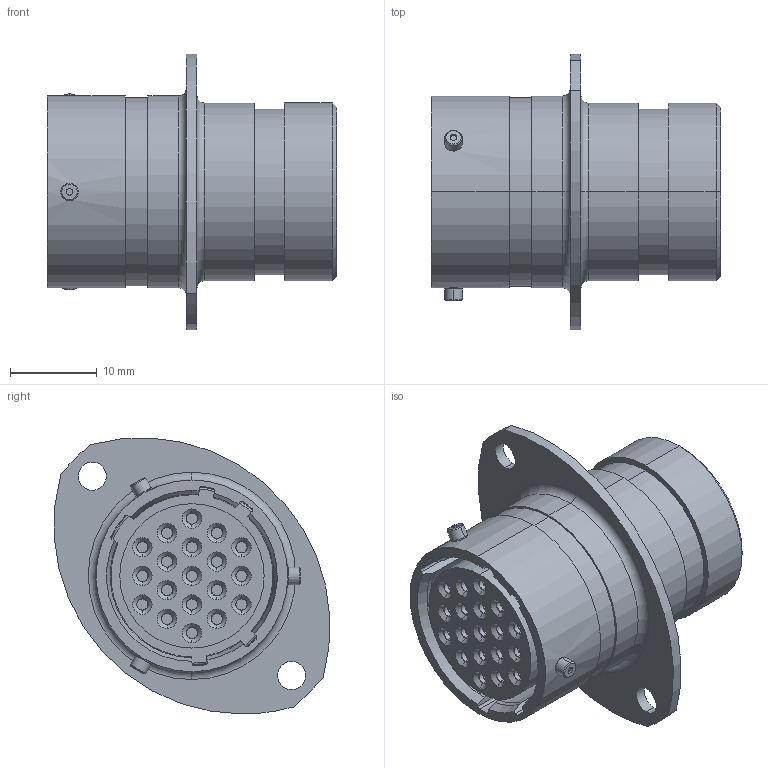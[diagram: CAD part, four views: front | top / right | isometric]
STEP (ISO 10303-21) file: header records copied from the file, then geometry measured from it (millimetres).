
FILE_DESCRIPTION (( 'STEP AP214' ), '1' );
FILE_NAME ('AS014-19SC.STEP', '2018-11-30T09:07:19', ( 'TE Connectivity' ), ( 'TE Connectivity' ), 'SwSTEP 2.0', 'SolidWorks 2016', '' );
FILE_SCHEMA (( 'AUTOMOTIVE_DESIGN' ));
Length unit declared in the file: millimetre
Products named in the file (1): AS014-19SC
Bounding box: 33.31 x 31.76 x 31.8 mm (x, y, z)
Volume: 9331.2 mm3; surface area: 11436.1 mm2
Topology: 9 solids, 9 shells, 756 faces, 1649 edges, 941 vertices
Faces by surface type: cylinder 253, torus 250, cone 172, plane 69, sphere 12
Entity records: 29486 total; most frequent: DIRECTION 4274, CARTESIAN_POINT 3599, ORIENTED_EDGE 3286, AXIS2_PLACEMENT_3D 1912, EDGE_CURVE 1643, CIRCLE 1155, VERTEX_POINT 941, EDGE_LOOP 884
